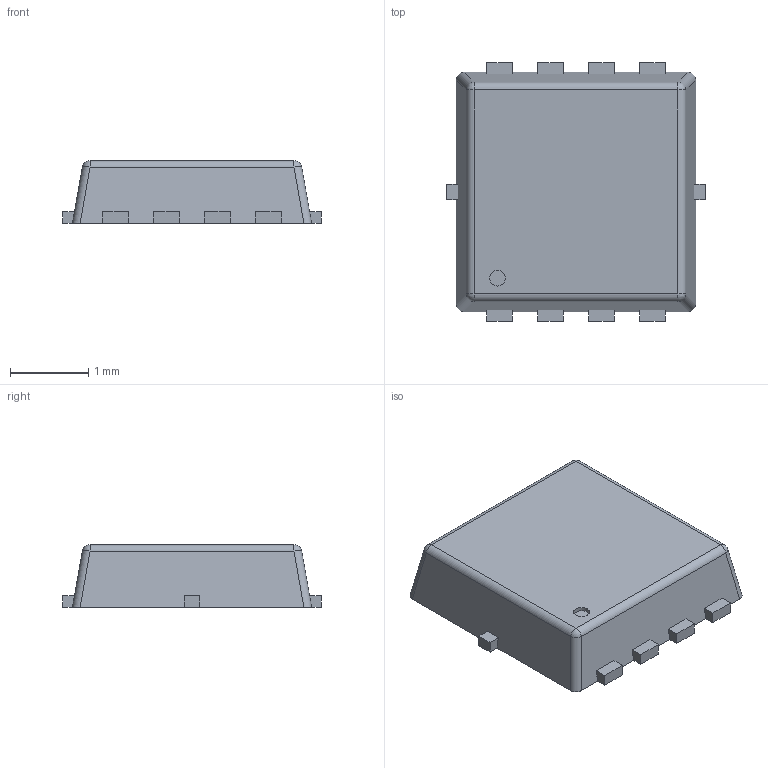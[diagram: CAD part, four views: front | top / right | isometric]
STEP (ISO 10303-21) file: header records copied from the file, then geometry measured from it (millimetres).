
FILE_DESCRIPTION(('FreeCAD Model'),'2;1');
FILE_NAME('Diodes_PowerDI3333-8.step','2020-03-24T13:30:47',('kicad StepUp'),( 'ksu MCAD'),'Open CASCADE STEP processor 7.3','FreeCAD','Unknown');
FILE_SCHEMA(('AUTOMOTIVE_DESIGN { 1 0 10303 214 1 1 1 1 }'));
Length unit declared in the file: millimetre
Products named in the file (1): Diodes_PowerDI3333-8
Bounding box: 3.3 x 3.3 x 0.8 mm (x, y, z)
Volume: 6.8 mm3; surface area: 27.2 mm2
Topology: 1 solids, 1 shells, 70 faces, 193 edges, 126 vertices
Faces by surface type: plane 57, cylinder 9, sphere 4
Full cylindrical faces by diameter (mm): 0.2 x1
Entity records: 2694 total; most frequent: CARTESIAN_POINT 390, ORIENTED_EDGE 386, DIRECTION 353, EDGE_CURVE 193, LINE 175, VECTOR 175, VERTEX_POINT 126, AXIS2_PLACEMENT_3D 89
